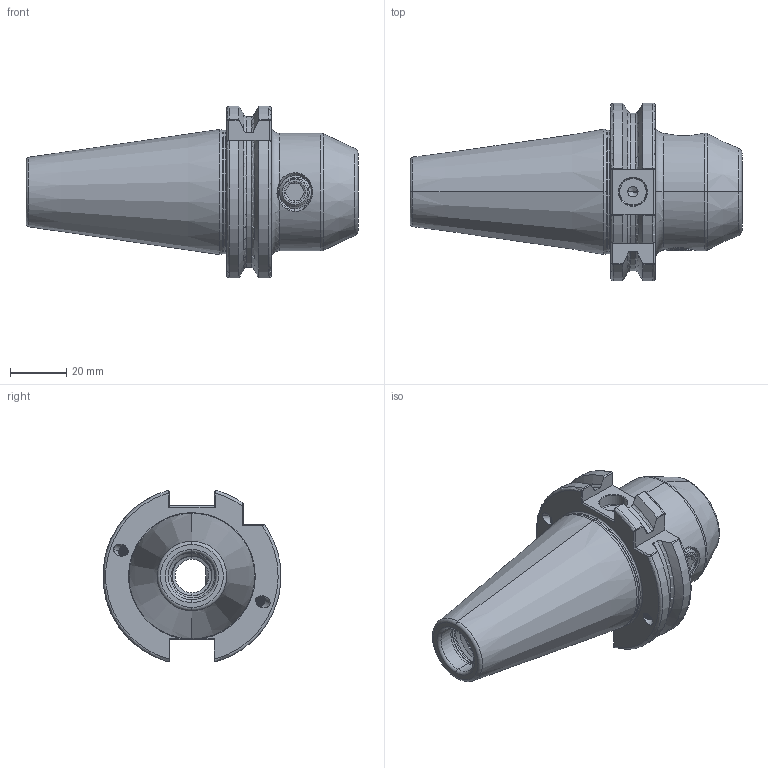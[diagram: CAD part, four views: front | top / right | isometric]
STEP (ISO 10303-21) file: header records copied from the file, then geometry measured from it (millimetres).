
FILE_DESCRIPTION (( 'STEP AP203' ), '1' );
FILE_NAME ('403.04.12.STEP', '2016-11-25T07:26:42', ( '' ), ( '' ), 'SwSTEP 2.0', 'SolidWorks 2012', '' );
FILE_SCHEMA (( 'CONFIG_CONTROL_DESIGN' ));
Length unit declared in the file: millimetre
Products named in the file (3): 403.04.12; 側固12_M12x1.75_16L
Assembly tree (2 placements, depth 2):
  403.04.12
    403.04.12
    側固12_M12x1.75_16L
Bounding box: 118.4 x 63.41 x 61.24 mm (x, y, z)
Volume: 132201.8 mm3; surface area: 28787.7 mm2
Topology: 2 solids, 2 shells, 304 faces, 840 edges, 528 vertices
Faces by surface type: cylinder 136, plane 53, cone 45, bspline 34, torus 34, sphere 2
Entity records: 25414 total; most frequent: CARTESIAN_POINT 18426, ORIENTED_EDGE 1648, DIRECTION 1127, EDGE_CURVE 824, VERTEX_POINT 528, AXIS2_PLACEMENT_3D 438, EDGE_LOOP 320, FACE_OUTER_BOUND 304
